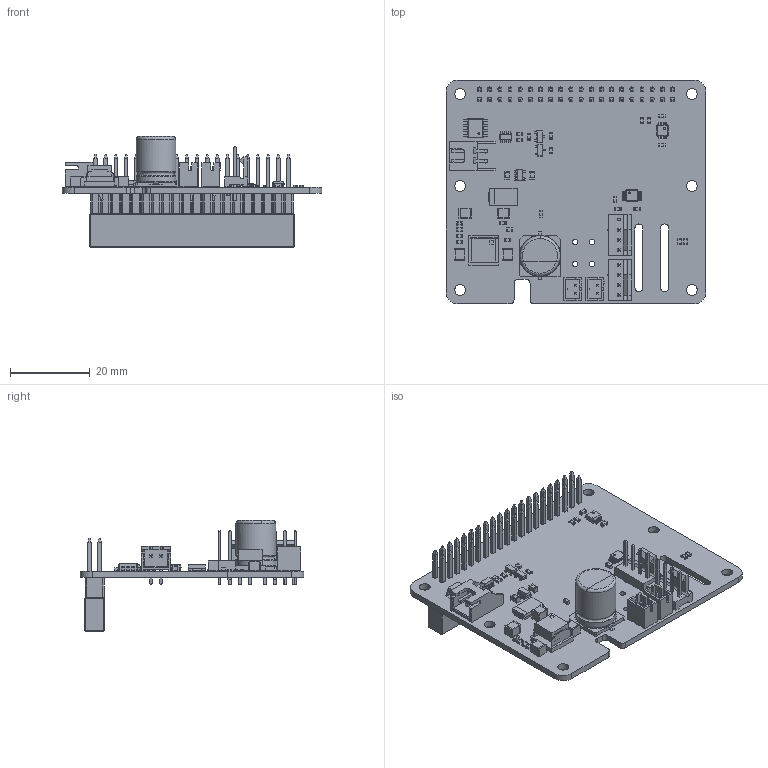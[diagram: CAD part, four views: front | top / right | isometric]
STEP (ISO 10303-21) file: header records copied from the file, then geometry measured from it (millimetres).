
FILE_DESCRIPTION(('KiCad electronic assembly'),'2;1');
FILE_NAME('pi-HAT-IO.step','2024-03-04T10:15:08',('Pcbnew'),('Kicad'), 'Open CASCADE STEP processor 7.7','KiCad to STEP converter','Unknown' );
FILE_SCHEMA(('AUTOMOTIVE_DESIGN { 1 0 10303 214 1 1 1 1 }'));
Length unit declared in the file: millimetre
Products named in the file (78): pi-HAT-IO 1; R_0603_1608Metric; C_0603_1608Metric; SSOP-8_2.95x2.8mm_P0.65mm; SSOP_8_295x28mm_P065mm; SOT-23-6; SOT_23_6; CP_EIA-7343-15_Kemet-W; CP_EIA_7343_15_Kemet_W; C_0805_2012Metric; JST_XH_S2B-XH-A_1x02_P2.50mm_Horizontal; JST_S2B_XH_A; SOT-23; SOT_23; JST_PH_B2B-PH-K_1x02_P2.00mm_Vertical; JST_B2B_PH_K; PMU8000; Inductor; PCB; C_1210_3225Metric; FanPinHeader_1x04_P2.54mm_Vertical; Fan_Pin_Header_Straight_1x04; MSOP-10_3x3mm_P0.5mm; MSOP_10_3x3mm_P05mm; SO-8_3.9x4.9mm_P1.27mm; CQ assembly; CP_Elec_10x12.6; CP_Elec_10x126; SOT-23-5; SOT_23_5; SPFN-16754; Part 39; Part 1; Part 2; Part 3; Part 4; Part 5; Part 6; Part 7; Part 8 ...
Assembly tree (104 placements, depth 3):
  pi-HAT-IO 1
    R_0603_1608Metric  x17
      R_0603_1608Metric
    C_0603_1608Metric  x5
      C_0603_1608Metric
    SSOP-8_2.95x2.8mm_P0.65mm
      SSOP_8_295x28mm_P065mm
    SOT-23-6
      SOT_23_6
    CP_EIA-7343-15_Kemet-W
      CP_EIA_7343_15_Kemet_W
    C_0805_2012Metric  x2
      C_0805_2012Metric
    JST_XH_S2B-XH-A_1x02_P2.50mm_Horizontal
      JST_S2B_XH_A
    SOT-23  x2
      SOT_23
    JST_PH_B2B-PH-K_1x02_P2.00mm_Vertical  x2
      JST_B2B_PH_K
    PMU8000
      Inductor
      PCB
    C_1210_3225Metric  x4
      C_1210_3225Metric
    FanPinHeader_1x04_P2.54mm_Vertical  x2
      Fan_Pin_Header_Straight_1x04
    MSOP-10_3x3mm_P0.5mm
      MSOP_10_3x3mm_P05mm
    SO-8_3.9x4.9mm_P1.27mm
      CQ assembly
    CP_Elec_10x12.6
      CP_Elec_10x126
    SOT-23-5
      SOT_23_5
    SPFN-16754
      Part 39
      Part 1
      Part 2
      Part 3
      Part 4
      Part 5
      Part 6
      Part 7
      Part 8
      Part 9
      Part 10
      Part 11
      Part 12
      Part 13
      Part 14
      Part 15
      Part 16
      Part 17
      Part 18
      Part 19
      Part 20
      Part 21
      Part 22
      Part 23
      Part 24
Bounding box: 65 x 56 x 27.8 mm (x, y, z)
Volume: 11025.5 mm3; surface area: 16179.1 mm2
Topology: 96 solids, 96 shells, 3328 faces, 8244 edges, 5205 vertices
Faces by surface type: plane 2562, cylinder 556, bspline 205, torus 4, revolution 1
Full cylindrical faces by diameter (mm): 0.4 x2, 0.5 x2, 0.75 x4, 1 x42, 1.02 x8, 1.1 x2, 1.4 x4, 2.7 x6, 10 x2
Entity records: 79454 total; most frequent: CARTESIAN_POINT 13069, ORIENTED_EDGE 11840, DIRECTION 11045, EDGE_CURVE 5920, LINE 5062, VECTOR 5062, VERTEX_POINT 3707, AXIS2_PLACEMENT_3D 2991
